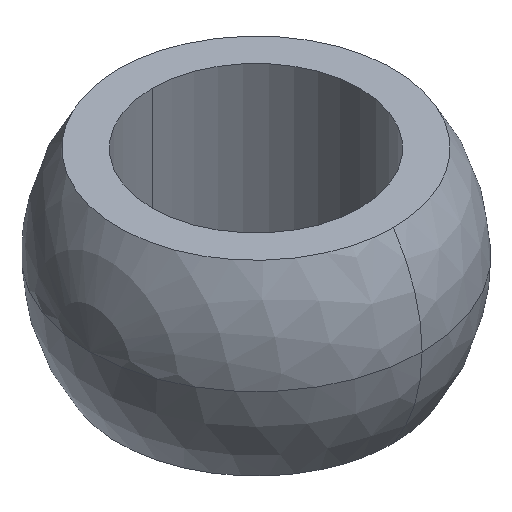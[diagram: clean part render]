
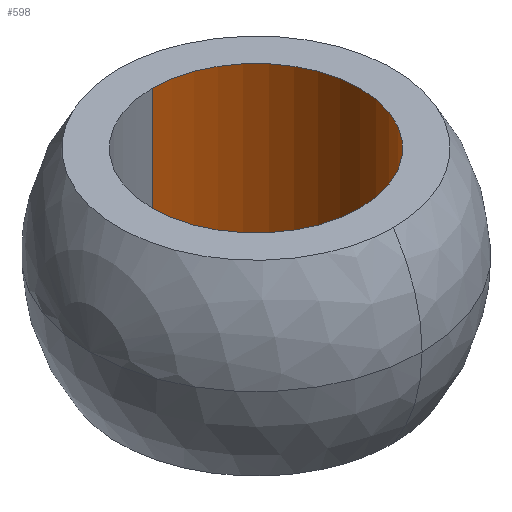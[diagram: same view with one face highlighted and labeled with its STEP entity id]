
A CAD part, isometric view. The second image highlights one B-rep face of the part: STEP entity #598.
In plain terms, the highlighted cylindrical face has radius 5 mm (diameter 10 mm), a partial arc.
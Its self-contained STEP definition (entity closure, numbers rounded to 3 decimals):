
#1 = CIRCLE ( 'NONE', #647, 5. ) ;
#3 = CARTESIAN_POINT ( 'NONE',  ( 0., -5., 3. ) ) ;
#34 = ORIENTED_EDGE ( 'NONE', *, *, #108, .T. ) ;
#41 = DIRECTION ( 'NONE',  ( 0., 0., -1. ) ) ;
#44 = DIRECTION ( 'NONE',  ( 0., 0., 1. ) ) ;
#96 = ORIENTED_EDGE ( 'NONE', *, *, #191, .T. ) ;
#104 = CIRCLE ( 'NONE', #323, 5. ) ;
#108 = EDGE_CURVE ( 'NONE', #352, #572, #414, .T. ) ;
#151 = ORIENTED_EDGE ( 'NONE', *, *, #341, .T. ) ;
#163 = VECTOR ( 'NONE', #646, 1000. ) ;
#169 = DIRECTION ( 'NONE',  ( 1., 0., 0. ) ) ;
#174 = EDGE_LOOP ( 'NONE', ( #34, #151, #636, #96 ) ) ;
#191 = EDGE_CURVE ( 'NONE', #677, #352, #1, .T. ) ;
#199 = CARTESIAN_POINT ( 'NONE',  ( 0., 5., 7.5 ) ) ;
#309 = FACE_OUTER_BOUND ( 'NONE', #174, .T. ) ;
#315 = CARTESIAN_POINT ( 'NONE',  ( 0., 5., 12. ) ) ;
#322 = CARTESIAN_POINT ( 'NONE',  ( 0., 0., 3. ) ) ;
#323 = AXIS2_PLACEMENT_3D ( 'NONE', #322, #41, #643 ) ;
#329 = DIRECTION ( 'NONE',  ( 0., -1., 0. ) ) ;
#337 = EDGE_CURVE ( 'NONE', #500, #677, #639, .T. ) ;
#341 = EDGE_CURVE ( 'NONE', #572, #500, #104, .T. ) ;
#352 = VERTEX_POINT ( 'NONE', #315 ) ;
#358 = CARTESIAN_POINT ( 'NONE',  ( 0., 5., 3. ) ) ;
#384 = AXIS2_PLACEMENT_3D ( 'NONE', #443, #44, #329 ) ;
#387 = DIRECTION ( 'NONE',  ( 0., 0., 1. ) ) ;
#414 = LINE ( 'NONE', #199, #655 ) ;
#442 = CARTESIAN_POINT ( 'NONE',  ( 0., 0., 12. ) ) ;
#443 = CARTESIAN_POINT ( 'NONE',  ( 0., 0., 7.5 ) ) ;
#500 = VERTEX_POINT ( 'NONE', #3 ) ;
#529 = CARTESIAN_POINT ( 'NONE',  ( 0., -5., 12. ) ) ;
#572 = VERTEX_POINT ( 'NONE', #358 ) ;
#574 = CYLINDRICAL_SURFACE ( 'NONE', #384, 5. ) ;
#598 = ADVANCED_FACE ( 'NONE', ( #309 ), #574, .F. ) ;
#636 = ORIENTED_EDGE ( 'NONE', *, *, #337, .T. ) ;
#639 = LINE ( 'NONE', #685, #163 ) ;
#643 = DIRECTION ( 'NONE',  ( 1., 0., 0. ) ) ;
#646 = DIRECTION ( 'NONE',  ( 0., 0., 1. ) ) ;
#647 = AXIS2_PLACEMENT_3D ( 'NONE', #442, #387, #169 ) ;
#655 = VECTOR ( 'NONE', #686, 1000. ) ;
#677 = VERTEX_POINT ( 'NONE', #529 ) ;
#685 = CARTESIAN_POINT ( 'NONE',  ( 0., -5., 7.5 ) ) ;
#686 = DIRECTION ( 'NONE',  ( 0., 0., -1. ) ) ;
